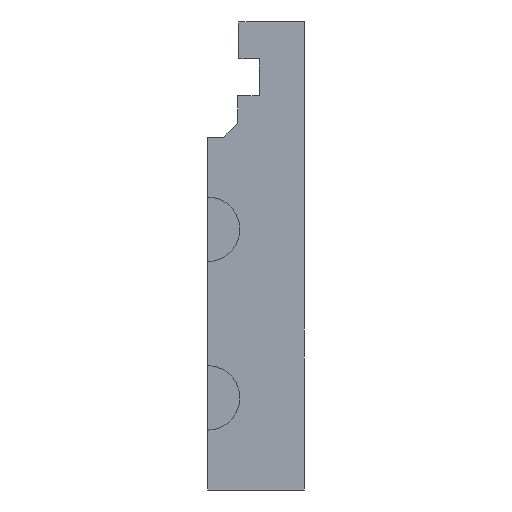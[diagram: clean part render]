
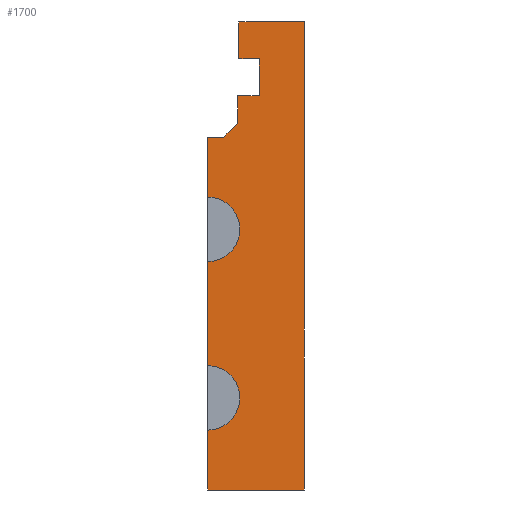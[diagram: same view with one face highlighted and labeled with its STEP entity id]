
A CAD part, left-side view. The second image highlights one B-rep face of the part: STEP entity #1700.
In plain terms, the highlighted planar face has unit normal (-1, 0, 0).
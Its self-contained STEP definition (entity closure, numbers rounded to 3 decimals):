
#9 = DIRECTION ( 'NONE',  ( 0., 0., -1. ) ) ;
#35 = CARTESIAN_POINT ( 'NONE',  ( 0., 61.25, -4.575 ) ) ;
#64 = DIRECTION ( 'NONE',  ( 0., -1., 0. ) ) ;
#104 = VECTOR ( 'NONE', #1722, 1000. ) ;
#120 = CARTESIAN_POINT ( 'NONE',  ( 0., 58.45, 11.825 ) ) ;
#146 = ORIENTED_EDGE ( 'NONE', *, *, #954, .F. ) ;
#154 = ORIENTED_EDGE ( 'NONE', *, *, #713, .F. ) ;
#186 = LINE ( 'NONE', #243, #1103 ) ;
#204 = EDGE_CURVE ( 'NONE', #2067, #685, #1703, .T. ) ;
#243 = CARTESIAN_POINT ( 'NONE',  ( 0., 62.875, 9.575 ) ) ;
#248 = CARTESIAN_POINT ( 'NONE',  ( 0., 56., 15.825 ) ) ;
#251 = EDGE_CURVE ( 'NONE', #456, #2527, #886, .T. ) ;
#274 = VERTEX_POINT ( 'NONE', #1767 ) ;
#293 = CARTESIAN_POINT ( 'NONE',  ( 0., 59.55, 13.825 ) ) ;
#299 = EDGE_CURVE ( 'NONE', #2313, #2571, #1950, .T. ) ;
#303 = CARTESIAN_POINT ( 'NONE',  ( 0., 61.25, -2.825 ) ) ;
#315 = ORIENTED_EDGE ( 'NONE', *, *, #2131, .F. ) ;
#317 = AXIS2_PLACEMENT_3D ( 'NONE', #2259, #409, #831 ) ;
#403 = AXIS2_PLACEMENT_3D ( 'NONE', #35, #2596, #1374 ) ;
#409 = DIRECTION ( 'NONE',  ( 1., 0., 0. ) ) ;
#430 = CARTESIAN_POINT ( 'NONE',  ( 0., 56., -9.575 ) ) ;
#442 = VECTOR ( 'NONE', #2697, 1000. ) ;
#451 = DIRECTION ( 'NONE',  ( 0., -1., 0. ) ) ;
#456 = VERTEX_POINT ( 'NONE', #825 ) ;
#568 = CARTESIAN_POINT ( 'NONE',  ( 0., 56., -9.575 ) ) ;
#577 = CIRCLE ( 'NONE', #403, 1.75 ) ;
#679 = EDGE_CURVE ( 'NONE', #725, #685, #577, .T. ) ;
#685 = VERTEX_POINT ( 'NONE', #303 ) ;
#693 = DIRECTION ( 'NONE',  ( 0., 0., -1. ) ) ;
#711 = VECTOR ( 'NONE', #1962, 1000. ) ;
#713 = EDGE_CURVE ( 'NONE', #2571, #1959, #1573, .T. ) ;
#725 = VERTEX_POINT ( 'NONE', #1752 ) ;
#727 = VERTEX_POINT ( 'NONE', #1132 ) ;
#771 = AXIS2_PLACEMENT_3D ( 'NONE', #2092, #2541, #1876 ) ;
#789 = LINE ( 'NONE', #1041, #442 ) ;
#796 = CARTESIAN_POINT ( 'NONE',  ( 0., 61.25, 9.575 ) ) ;
#806 = DIRECTION ( 'NONE',  ( 0., -1., 0. ) ) ;
#811 = ORIENTED_EDGE ( 'NONE', *, *, #679, .F. ) ;
#825 = CARTESIAN_POINT ( 'NONE',  ( 0., 59.625, 10.325 ) ) ;
#831 = DIRECTION ( 'NONE',  ( 0., 0., 1. ) ) ;
#841 = VECTOR ( 'NONE', #1717, 1000. ) ;
#845 = EDGE_CURVE ( 'NONE', #1959, #1456, #2651, .T. ) ;
#886 = LINE ( 'NONE', #2348, #841 ) ;
#906 = VERTEX_POINT ( 'NONE', #796 ) ;
#915 = CARTESIAN_POINT ( 'NONE',  ( 0., 58.45, 13.825 ) ) ;
#954 = EDGE_CURVE ( 'NONE', #2067, #274, #1814, .T. ) ;
#993 = CARTESIAN_POINT ( 'NONE',  ( 0., 59.55, 15.825 ) ) ;
#1004 = ORIENTED_EDGE ( 'NONE', *, *, #1811, .T. ) ;
#1025 = VECTOR ( 'NONE', #693, 1000. ) ;
#1027 = CARTESIAN_POINT ( 'NONE',  ( 0., 60.375, 9.575 ) ) ;
#1041 = CARTESIAN_POINT ( 'NONE',  ( 0., 66.5, -9.575 ) ) ;
#1065 = LINE ( 'NONE', #1676, #1450 ) ;
#1084 = LINE ( 'NONE', #248, #2501 ) ;
#1103 = VECTOR ( 'NONE', #64, 1000. ) ;
#1104 = ORIENTED_EDGE ( 'NONE', *, *, #251, .F. ) ;
#1116 = ORIENTED_EDGE ( 'NONE', *, *, #1933, .T. ) ;
#1120 = EDGE_LOOP ( 'NONE', ( #1116, #146, #1654, #811, #1004, #315, #2529, #1341, #1786, #154, #1529, #2398, #1104, #1156, #1551 ) ) ;
#1132 = CARTESIAN_POINT ( 'NONE',  ( 0., 56., 15.825 ) ) ;
#1139 = DIRECTION ( 'NONE',  ( 0., 0., -1. ) ) ;
#1156 = ORIENTED_EDGE ( 'NONE', *, *, #2613, .F. ) ;
#1218 = EDGE_CURVE ( 'NONE', #2527, #2313, #1395, .T. ) ;
#1220 = VERTEX_POINT ( 'NONE', #568 ) ;
#1288 = LINE ( 'NONE', #1746, #104 ) ;
#1341 = ORIENTED_EDGE ( 'NONE', *, *, #1816, .F. ) ;
#1374 = DIRECTION ( 'NONE',  ( 0., 0., -1. ) ) ;
#1395 = LINE ( 'NONE', #2657, #2642 ) ;
#1450 = VECTOR ( 'NONE', #2533, 1000. ) ;
#1456 = VERTEX_POINT ( 'NONE', #2128 ) ;
#1496 = VECTOR ( 'NONE', #9, 1000. ) ;
#1529 = ORIENTED_EDGE ( 'NONE', *, *, #299, .F. ) ;
#1544 = VECTOR ( 'NONE', #1139, 1000. ) ;
#1545 = CARTESIAN_POINT ( 'NONE',  ( 0., 61.25, -9.575 ) ) ;
#1551 = ORIENTED_EDGE ( 'NONE', *, *, #2535, .F. ) ;
#1573 = LINE ( 'NONE', #293, #2429 ) ;
#1654 = ORIENTED_EDGE ( 'NONE', *, *, #204, .T. ) ;
#1676 = CARTESIAN_POINT ( 'NONE',  ( 0., 34.975, 34.975 ) ) ;
#1700 = ADVANCED_FACE ( 'NONE', ( #1845 ), #2687, .F. ) ;
#1703 = LINE ( 'NONE', #2562, #1025 ) ;
#1716 = LINE ( 'NONE', #430, #1496 ) ;
#1717 = DIRECTION ( 'NONE',  ( 0., 0., 1. ) ) ;
#1722 = DIRECTION ( 'NONE',  ( 0., 0., -1. ) ) ;
#1729 = CARTESIAN_POINT ( 'NONE',  ( 0., 58.45, 13.825 ) ) ;
#1746 = CARTESIAN_POINT ( 'NONE',  ( 0., 61.25, 0. ) ) ;
#1752 = CARTESIAN_POINT ( 'NONE',  ( 0., 61.25, -6.325 ) ) ;
#1767 = CARTESIAN_POINT ( 'NONE',  ( 0., 61.25, 6.325 ) ) ;
#1786 = ORIENTED_EDGE ( 'NONE', *, *, #845, .F. ) ;
#1811 = EDGE_CURVE ( 'NONE', #725, #1818, #1288, .T. ) ;
#1814 = CIRCLE ( 'NONE', #771, 1.75 ) ;
#1816 = EDGE_CURVE ( 'NONE', #1456, #727, #1084, .T. ) ;
#1818 = VERTEX_POINT ( 'NONE', #1545 ) ;
#1845 = FACE_OUTER_BOUND ( 'NONE', #1120, .T. ) ;
#1876 = DIRECTION ( 'NONE',  ( 0., 0., 1. ) ) ;
#1880 = CARTESIAN_POINT ( 'NONE',  ( 0., 59.625, 11.825 ) ) ;
#1933 = EDGE_CURVE ( 'NONE', #906, #274, #2018, .T. ) ;
#1950 = LINE ( 'NONE', #915, #711 ) ;
#1959 = VERTEX_POINT ( 'NONE', #2418 ) ;
#1962 = DIRECTION ( 'NONE',  ( 0., 0., 1. ) ) ;
#2018 = LINE ( 'NONE', #2401, #1544 ) ;
#2037 = VECTOR ( 'NONE', #2068, 1000. ) ;
#2067 = VERTEX_POINT ( 'NONE', #2279 ) ;
#2068 = DIRECTION ( 'NONE',  ( 0., 0., 1. ) ) ;
#2092 = CARTESIAN_POINT ( 'NONE',  ( 0., 61.25, 4.575 ) ) ;
#2128 = CARTESIAN_POINT ( 'NONE',  ( 0., 59.55, 15.825 ) ) ;
#2131 = EDGE_CURVE ( 'NONE', #1220, #1818, #789, .T. ) ;
#2149 = DIRECTION ( 'NONE',  ( 0., 1., 0. ) ) ;
#2259 = CARTESIAN_POINT ( 'NONE',  ( 0., 0., 0. ) ) ;
#2279 = CARTESIAN_POINT ( 'NONE',  ( 0., 61.25, 2.825 ) ) ;
#2313 = VERTEX_POINT ( 'NONE', #120 ) ;
#2348 = CARTESIAN_POINT ( 'NONE',  ( 0., 59.625, 11.825 ) ) ;
#2398 = ORIENTED_EDGE ( 'NONE', *, *, #1218, .F. ) ;
#2401 = CARTESIAN_POINT ( 'NONE',  ( 0., 61.25, 0. ) ) ;
#2418 = CARTESIAN_POINT ( 'NONE',  ( 0., 59.55, 13.825 ) ) ;
#2429 = VECTOR ( 'NONE', #2149, 1000. ) ;
#2486 = VERTEX_POINT ( 'NONE', #1027 ) ;
#2501 = VECTOR ( 'NONE', #451, 1000. ) ;
#2527 = VERTEX_POINT ( 'NONE', #1880 ) ;
#2529 = ORIENTED_EDGE ( 'NONE', *, *, #2585, .F. ) ;
#2533 = DIRECTION ( 'NONE',  ( 0., -0.707, 0.707 ) ) ;
#2535 = EDGE_CURVE ( 'NONE', #906, #2486, #186, .T. ) ;
#2541 = DIRECTION ( 'NONE',  ( -1., 0., 0. ) ) ;
#2562 = CARTESIAN_POINT ( 'NONE',  ( 0., 61.25, 0. ) ) ;
#2571 = VERTEX_POINT ( 'NONE', #1729 ) ;
#2585 = EDGE_CURVE ( 'NONE', #727, #1220, #1716, .T. ) ;
#2596 = DIRECTION ( 'NONE',  ( -1., 0., 0. ) ) ;
#2613 = EDGE_CURVE ( 'NONE', #2486, #456, #1065, .T. ) ;
#2642 = VECTOR ( 'NONE', #806, 1000. ) ;
#2651 = LINE ( 'NONE', #993, #2037 ) ;
#2657 = CARTESIAN_POINT ( 'NONE',  ( 0., 59.625, 11.825 ) ) ;
#2687 = PLANE ( 'NONE',  #317 ) ;
#2697 = DIRECTION ( 'NONE',  ( 0., 1., 0. ) ) ;
